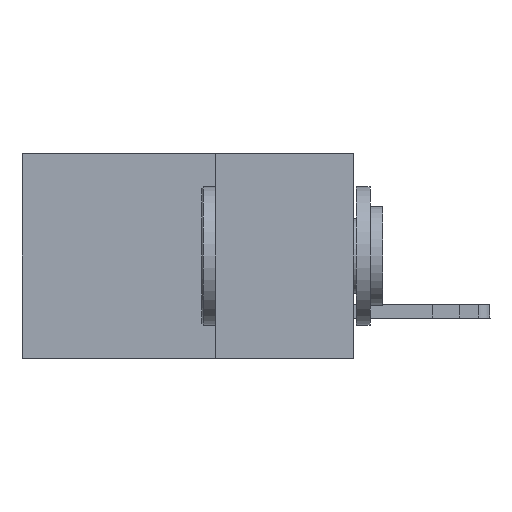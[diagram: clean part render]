
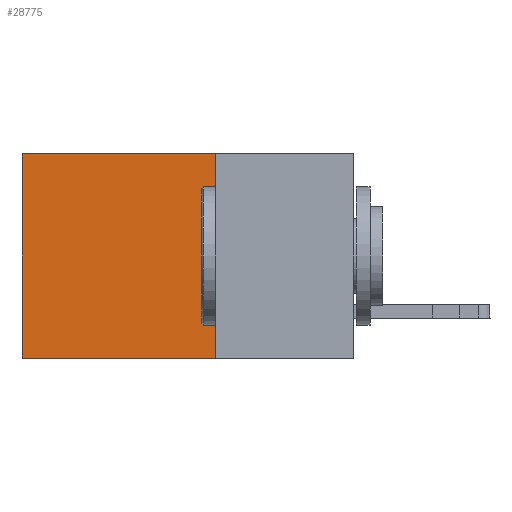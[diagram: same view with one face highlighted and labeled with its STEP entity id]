
A CAD part, left-side view. The second image highlights one B-rep face of the part: STEP entity #28775.
In plain terms, the highlighted planar face has unit normal (-1, 0, 0).
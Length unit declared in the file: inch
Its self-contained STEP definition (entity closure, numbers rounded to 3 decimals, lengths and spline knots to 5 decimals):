
#1657 = LINE ( 'NONE', #23983, #13492 ) ;
#3887 = VECTOR ( 'NONE', #19008, 39.37008 ) ;
#5307 = VECTOR ( 'NONE', #8978, 39.37008 ) ;
#5428 = VERTEX_POINT ( 'NONE', #12225 ) ;
#5787 = CARTESIAN_POINT ( 'NONE',  ( 0.2875, 0.25, -0.37 ) ) ;
#7694 = FACE_OUTER_BOUND ( 'NONE', #26796, .T. ) ;
#7881 = EDGE_CURVE ( 'NONE', #12181, #5428, #11365, .T. ) ;
#8206 = AXIS2_PLACEMENT_3D ( 'NONE', #22956, #25321, #10327 ) ;
#8978 = DIRECTION ( 'NONE',  ( 0., 1., 0. ) ) ;
#10327 = DIRECTION ( 'NONE',  ( 0., 0., -1. ) ) ;
#11365 = LINE ( 'NONE', #26782, #3887 ) ;
#12181 = VERTEX_POINT ( 'NONE', #5787 ) ;
#12225 = CARTESIAN_POINT ( 'NONE',  ( 0.2875, 0.6, -0.37 ) ) ;
#12563 = ORIENTED_EDGE ( 'NONE', *, *, #17892, .T. ) ;
#12603 = CARTESIAN_POINT ( 'NONE',  ( 0.2875, 0.25, 0. ) ) ;
#12829 = EDGE_CURVE ( 'NONE', #24454, #12181, #1657, .T. ) ;
#13335 = ORIENTED_EDGE ( 'NONE', *, *, #12829, .F. ) ;
#13492 = VECTOR ( 'NONE', #29063, 39.37008 ) ;
#14143 = EDGE_CURVE ( 'NONE', #24454, #31864, #27118, .T. ) ;
#16832 = VECTOR ( 'NONE', #19087, 39.37008 ) ;
#17379 = ORIENTED_EDGE ( 'NONE', *, *, #7881, .F. ) ;
#17892 = EDGE_CURVE ( 'NONE', #31864, #5428, #29918, .T. ) ;
#18870 = CARTESIAN_POINT ( 'NONE',  ( 0.2875, 0.6, 0. ) ) ;
#19008 = DIRECTION ( 'NONE',  ( 0., 1., 0. ) ) ;
#19087 = DIRECTION ( 'NONE',  ( 0., 0., -1. ) ) ;
#20226 = ORIENTED_EDGE ( 'NONE', *, *, #14143, .T. ) ;
#22956 = CARTESIAN_POINT ( 'NONE',  ( 0.2875, 0.25, 0. ) ) ;
#23983 = CARTESIAN_POINT ( 'NONE',  ( 0.2875, 0.25, 0. ) ) ;
#24188 = CARTESIAN_POINT ( 'NONE',  ( 0.2875, 0.6, 0. ) ) ;
#24287 = CARTESIAN_POINT ( 'NONE',  ( 0.2875, 0.25, 0. ) ) ;
#24454 = VERTEX_POINT ( 'NONE', #12603 ) ;
#25321 = DIRECTION ( 'NONE',  ( 1., 0., 0. ) ) ;
#25518 = PLANE ( 'NONE',  #8206 ) ;
#26782 = CARTESIAN_POINT ( 'NONE',  ( 0.2875, 0.25, -0.37 ) ) ;
#26796 = EDGE_LOOP ( 'NONE', ( #12563, #17379, #13335, #20226 ) ) ;
#27118 = LINE ( 'NONE', #24287, #5307 ) ;
#28775 = ADVANCED_FACE ( 'NONE', ( #7694 ), #25518, .F. ) ;
#29063 = DIRECTION ( 'NONE',  ( 0., 0., -1. ) ) ;
#29918 = LINE ( 'NONE', #18870, #16832 ) ;
#31864 = VERTEX_POINT ( 'NONE', #24188 ) ;
